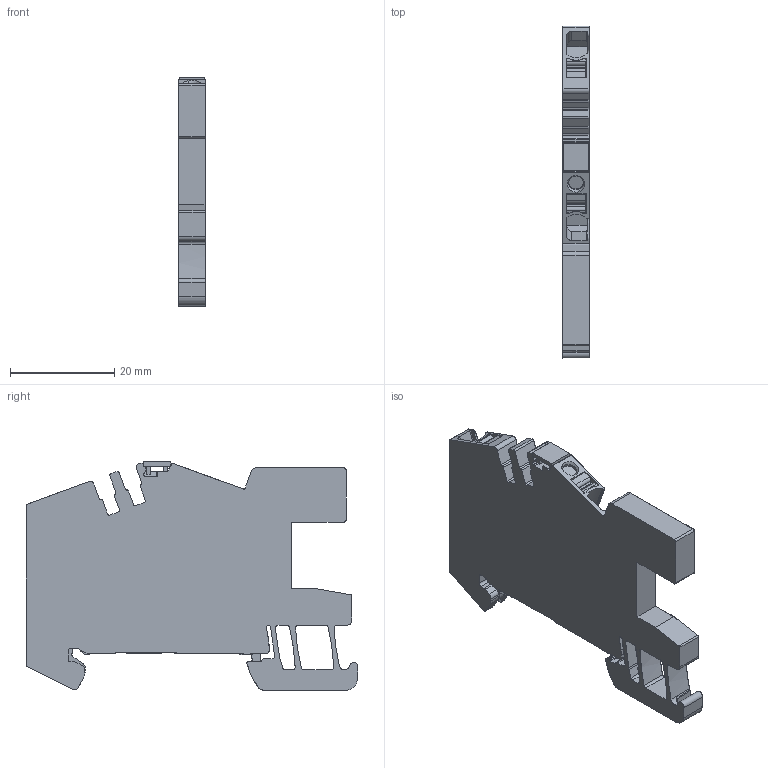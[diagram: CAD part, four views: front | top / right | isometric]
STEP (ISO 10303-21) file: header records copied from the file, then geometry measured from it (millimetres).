
FILE_DESCRIPTION(('CATIA V5 STEP Exchange','CAx-IF Rec.Pracs.--- Model Styling and Organization---1.4--- 2014-01-23'),'2;1');
FILE_NAME ('1307382-1_1', '2023-09-07T12:37:30+00:00', ('none'), ('Weidmueller'), 'CATIA Version 5-6 Release 2016 SP3 HF44', 'CATIA V5 STEP AP214', 'none');
FILE_SCHEMA(('AUTOMOTIVE_DESIGN { 1 0 10303 214 1 1 1 1 }'));
Length unit declared in the file: millimetre
Products named in the file (1): 2782430000
Bounding box: 5.1 x 63.77 x 43.85 mm (x, y, z)
Volume: 9770.4 mm3; surface area: 10643.8 mm2
Topology: 8 solids, 12 shells, 771 faces, 2221 edges, 1474 vertices
Faces by surface type: plane 346, cylinder 340, extrusion 70, cone 7, torus 5, bspline 3
Entity records: 25732 total; most frequent: CARTESIAN_POINT 6264, ORIENTED_EDGE 4436, DIRECTION 3274, EDGE_CURVE 2218, VECTOR 1488, VERTEX_POINT 1474, LINE 1418, AXIS2_PLACEMENT_3D 1173
